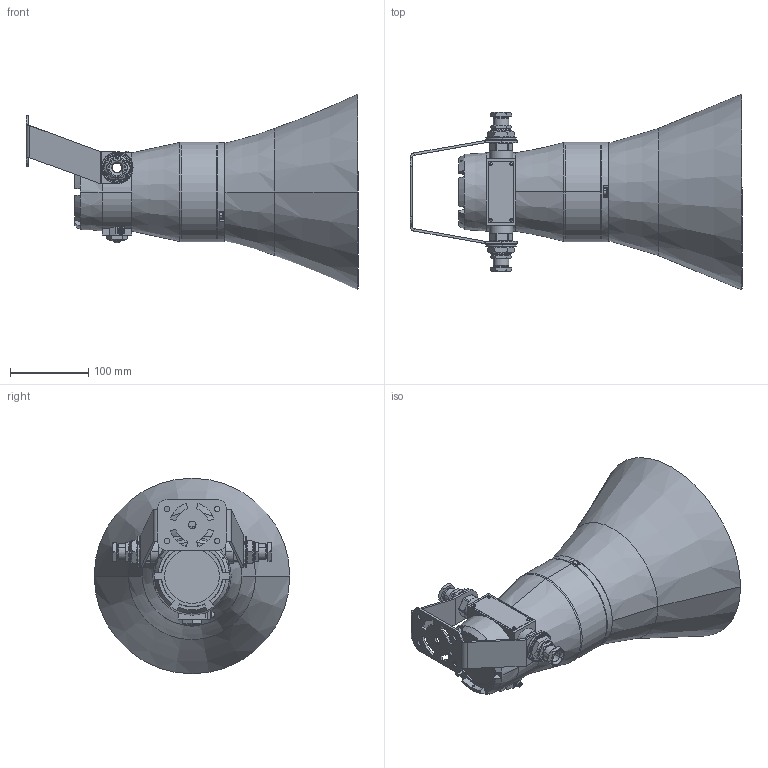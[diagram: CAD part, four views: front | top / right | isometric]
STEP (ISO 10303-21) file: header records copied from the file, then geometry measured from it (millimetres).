
FILE_DESCRIPTION (( 'STEP AP203' ), '1' );
FILE_NAME ('ÂÑ-07å-ÇÌ.STEP', '2025-11-26T03:51:00', ( '' ), ( '' ), 'SwSTEP 2.0', 'SolidWorks 2020', '' );
FILE_SCHEMA (( 'CONFIG_CONTROL_DESIGN' ));
Length unit declared in the file: millimetre
Products named in the file (1): ÂÑ-07å-ÇÌ
Bounding box: 424.3 x 250 x 250 mm (x, y, z)
Volume: 1169624.4 mm3; surface area: 618243.7 mm2
Topology: 194 solids, 194 shells, 1896 faces, 4095 edges, 2616 vertices
Faces by surface type: plane 959, cylinder 682, cone 225, torus 16, sphere 10, bspline 4
Entity records: 52798 total; most frequent: CARTESIAN_POINT 10367, DIRECTION 9351, ORIENTED_EDGE 8114, EDGE_CURVE 4057, AXIS2_PLACEMENT_3D 3547, VERTEX_POINT 2608, LINE 2257, VECTOR 2257
